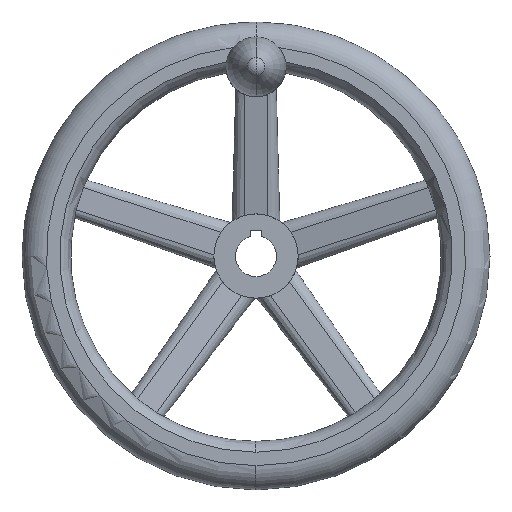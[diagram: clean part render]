
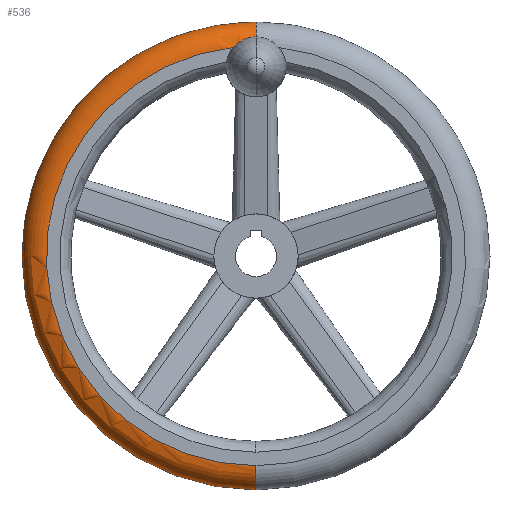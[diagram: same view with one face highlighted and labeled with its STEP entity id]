
A CAD part, top view. The second image highlights one B-rep face of the part: STEP entity #536.
In plain terms, the highlighted toroidal (fillet/blend) face has major radius 112 mm and minor radius 13 mm.
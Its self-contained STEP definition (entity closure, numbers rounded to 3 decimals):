
#412=VERTEX_POINT('',#1063);
#466=VERTEX_POINT('',#1122);
#536=ADVANCED_FACE('',(#1197),#1198,.T.);
#572=EDGE_CURVE('',#822,#466,#1238,.T.);
#782=EDGE_CURVE('',#822,#820,#1475,.T.);
#790=VERTEX_POINT('',#1484);
#820=VERTEX_POINT('',#1515);
#822=VERTEX_POINT('',#1517);
#836=EDGE_CURVE('',#790,#820,#1533,.T.);
#846=EDGE_CURVE('',#412,#790,#1543,.T.);
#950=EDGE_CURVE('',#412,#466,#1652,.T.);
#1063=CARTESIAN_POINT('',(0.,-112.0,50.0));
#1122=CARTESIAN_POINT('',(0.,-125.0,37.0));
#1197=FACE_OUTER_BOUND('',#2221,.T.);
#1198=TOROIDAL_SURFACE('',#2222,112.0,13.0);
#1238=CIRCLE('',#2330,125.0);
#1475=CIRCLE('',#2887,13.0);
#1484=CARTESIAN_POINT('',(-12.217,111.332,50.));
#1515=CARTESIAN_POINT('',(0.,112.0,50.0));
#1517=CARTESIAN_POINT('',(0.,125.0,37.0));
#1533=CIRCLE('',#3015,112.0);
#1543=CIRCLE('',#3051,112.0);
#1652=CIRCLE('',#3493,13.0);
#2221=EDGE_LOOP('',(#3770,#3771,#3772,#3773,#3774));
#2222=AXIS2_PLACEMENT_3D('',#3775,#3776,#3777);
#2330=AXIS2_PLACEMENT_3D('',#3834,#3835,#3836);
#2887=AXIS2_PLACEMENT_3D('',#4138,#4139,#4140);
#3015=AXIS2_PLACEMENT_3D('',#4204,#4205,#4206);
#3051=AXIS2_PLACEMENT_3D('',#4210,#4211,#4212);
#3493=AXIS2_PLACEMENT_3D('',#4279,#4280,#4281);
#3770=ORIENTED_EDGE('',*,*,#572,.T.);
#3771=ORIENTED_EDGE('',*,*,#950,.F.);
#3772=ORIENTED_EDGE('',*,*,#846,.T.);
#3773=ORIENTED_EDGE('',*,*,#836,.T.);
#3774=ORIENTED_EDGE('',*,*,#782,.F.);
#3775=CARTESIAN_POINT('',(0.,0.,37.0));
#3776=DIRECTION('',(0.,0.,1.0));
#3777=DIRECTION('',(0.,1.0,0.0));
#3834=CARTESIAN_POINT('',(0.,0.,37.0));
#3835=DIRECTION('',(0.,0.,1.0));
#3836=DIRECTION('',(1.0,0.0,0.));
#4138=CARTESIAN_POINT('',(0.,112.0,37.0));
#4139=DIRECTION('',(1.0,0.,0.));
#4140=DIRECTION('',(0.,1.0,0.));
#4204=CARTESIAN_POINT('',(0.,0.,50.0));
#4205=DIRECTION('',(0.,0.,-1.0));
#4206=DIRECTION('',(0.,1.0,0.));
#4210=CARTESIAN_POINT('',(0.,0.,50.0));
#4211=DIRECTION('',(0.,0.,-1.0));
#4212=DIRECTION('',(0.,1.0,0.));
#4279=CARTESIAN_POINT('',(0.,-112.0,37.0));
#4280=DIRECTION('',(1.0,0.,0.));
#4281=DIRECTION('',(0.,-1.0,0.));
